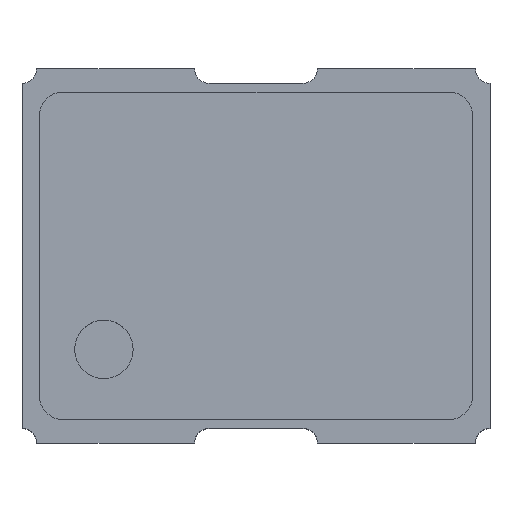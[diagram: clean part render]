
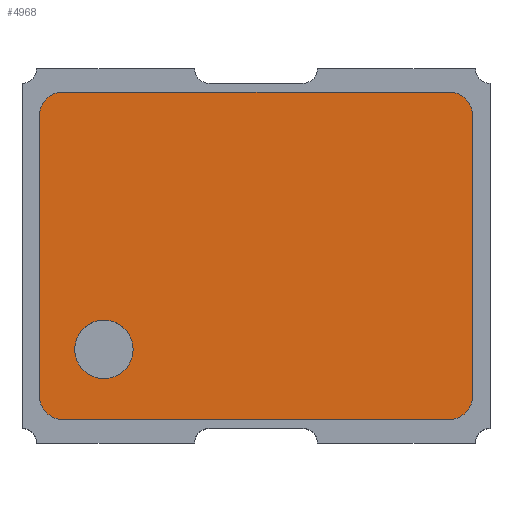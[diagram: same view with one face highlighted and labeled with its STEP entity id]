
A CAD part, top view. The second image highlights one B-rep face of the part: STEP entity #4968.
In plain terms, the highlighted planar face has unit normal (0, 0, 1).
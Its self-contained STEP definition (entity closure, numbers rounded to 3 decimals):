
#4677 = VERTEX_POINT('',#4678);
#4678 = CARTESIAN_POINT('',(-0.65,-0.52,0.855));
#4684 = EDGE_CURVE('',#4685,#4677,#4687,.T.);
#4685 = VERTEX_POINT('',#4686);
#4686 = CARTESIAN_POINT('',(-0.65,-0.27,0.855));
#4687 = CIRCLE('',#4688,0.125);
#4688 = AXIS2_PLACEMENT_3D('',#4689,#4690,#4691);
#4689 = CARTESIAN_POINT('',(-0.65,-0.395,0.855));
#4690 = DIRECTION('',(-0.,0.,1.));
#4691 = DIRECTION('',(0.,-1.,0.));
#4727 = VERTEX_POINT('',#4728);
#4728 = CARTESIAN_POINT('',(0.925,0.605,0.855));
#4734 = EDGE_CURVE('',#4735,#4727,#4737,.T.);
#4735 = VERTEX_POINT('',#4736);
#4736 = CARTESIAN_POINT('',(0.925,-0.595,0.855));
#4737 = LINE('',#4738,#4739);
#4738 = CARTESIAN_POINT('',(0.925,-0.595,0.855));
#4739 = VECTOR('',#4740,1.);
#4740 = DIRECTION('',(0.,1.,0.));
#4766 = VERTEX_POINT('',#4767);
#4767 = CARTESIAN_POINT('',(0.825,0.705,0.855));
#4773 = EDGE_CURVE('',#4766,#4727,#4774,.T.);
#4774 = CIRCLE('',#4775,0.1);
#4775 = AXIS2_PLACEMENT_3D('',#4776,#4777,#4778);
#4776 = CARTESIAN_POINT('',(0.825,0.605,0.855));
#4777 = DIRECTION('',(0.,0.,-1.));
#4778 = DIRECTION('',(0.,1.,0.));
#4798 = VERTEX_POINT('',#4799);
#4799 = CARTESIAN_POINT('',(-0.825,0.705,0.855));
#4805 = EDGE_CURVE('',#4798,#4766,#4806,.T.);
#4806 = LINE('',#4807,#4808);
#4807 = CARTESIAN_POINT('',(-0.825,0.705,0.855));
#4808 = VECTOR('',#4809,1.);
#4809 = DIRECTION('',(1.,0.,0.));
#4830 = VERTEX_POINT('',#4831);
#4831 = CARTESIAN_POINT('',(-0.925,0.605,0.855));
#4837 = EDGE_CURVE('',#4830,#4798,#4838,.T.);
#4838 = CIRCLE('',#4839,0.1);
#4839 = AXIS2_PLACEMENT_3D('',#4840,#4841,#4842);
#4840 = CARTESIAN_POINT('',(-0.825,0.605,0.855));
#4841 = DIRECTION('',(0.,0.,-1.));
#4842 = DIRECTION('',(0.,1.,0.));
#4862 = VERTEX_POINT('',#4863);
#4863 = CARTESIAN_POINT('',(-0.925,-0.595,0.855));
#4869 = EDGE_CURVE('',#4862,#4830,#4870,.T.);
#4870 = LINE('',#4871,#4872);
#4871 = CARTESIAN_POINT('',(-0.925,-0.595,0.855));
#4872 = VECTOR('',#4873,1.);
#4873 = DIRECTION('',(0.,1.,0.));
#4894 = VERTEX_POINT('',#4895);
#4895 = CARTESIAN_POINT('',(-0.825,-0.695,0.855));
#4901 = EDGE_CURVE('',#4894,#4862,#4902,.T.);
#4902 = CIRCLE('',#4903,0.1);
#4903 = AXIS2_PLACEMENT_3D('',#4904,#4905,#4906);
#4904 = CARTESIAN_POINT('',(-0.825,-0.595,0.855));
#4905 = DIRECTION('',(0.,0.,-1.));
#4906 = DIRECTION('',(0.,1.,0.));
#4926 = VERTEX_POINT('',#4927);
#4927 = CARTESIAN_POINT('',(0.825,-0.695,0.855));
#4933 = EDGE_CURVE('',#4894,#4926,#4934,.T.);
#4934 = LINE('',#4935,#4936);
#4935 = CARTESIAN_POINT('',(-0.825,-0.695,0.855));
#4936 = VECTOR('',#4937,1.);
#4937 = DIRECTION('',(1.,0.,0.));
#4956 = EDGE_CURVE('',#4926,#4735,#4957,.T.);
#4957 = CIRCLE('',#4958,0.1);
#4958 = AXIS2_PLACEMENT_3D('',#4959,#4960,#4961);
#4959 = CARTESIAN_POINT('',(0.825,-0.595,0.855));
#4960 = DIRECTION('',(-0.,0.,1.));
#4961 = DIRECTION('',(0.,-1.,0.));
#4968 = ADVANCED_FACE('',(#4969,#4979),#4989,.F.);
#4969 = FACE_BOUND('',#4970,.T.);
#4970 = EDGE_LOOP('',(#4971,#4978));
#4971 = ORIENTED_EDGE('',*,*,#4972,.F.);
#4972 = EDGE_CURVE('',#4677,#4685,#4973,.T.);
#4973 = CIRCLE('',#4974,0.125);
#4974 = AXIS2_PLACEMENT_3D('',#4975,#4976,#4977);
#4975 = CARTESIAN_POINT('',(-0.65,-0.395,0.855));
#4976 = DIRECTION('',(-0.,0.,1.));
#4977 = DIRECTION('',(0.,-1.,0.));
#4978 = ORIENTED_EDGE('',*,*,#4684,.F.);
#4979 = FACE_BOUND('',#4980,.T.);
#4980 = EDGE_LOOP('',(#4981,#4982,#4983,#4984,#4985,#4986,#4987,#4988));
#4981 = ORIENTED_EDGE('',*,*,#4734,.T.);
#4982 = ORIENTED_EDGE('',*,*,#4773,.F.);
#4983 = ORIENTED_EDGE('',*,*,#4805,.F.);
#4984 = ORIENTED_EDGE('',*,*,#4837,.F.);
#4985 = ORIENTED_EDGE('',*,*,#4869,.F.);
#4986 = ORIENTED_EDGE('',*,*,#4901,.F.);
#4987 = ORIENTED_EDGE('',*,*,#4933,.T.);
#4988 = ORIENTED_EDGE('',*,*,#4956,.T.);
#4989 = PLANE('',#4990);
#4990 = AXIS2_PLACEMENT_3D('',#4991,#4992,#4993);
#4991 = CARTESIAN_POINT('',(0.825,0.605,0.855));
#4992 = DIRECTION('',(0.,0.,-1.));
#4993 = DIRECTION('',(0.,1.,0.));
